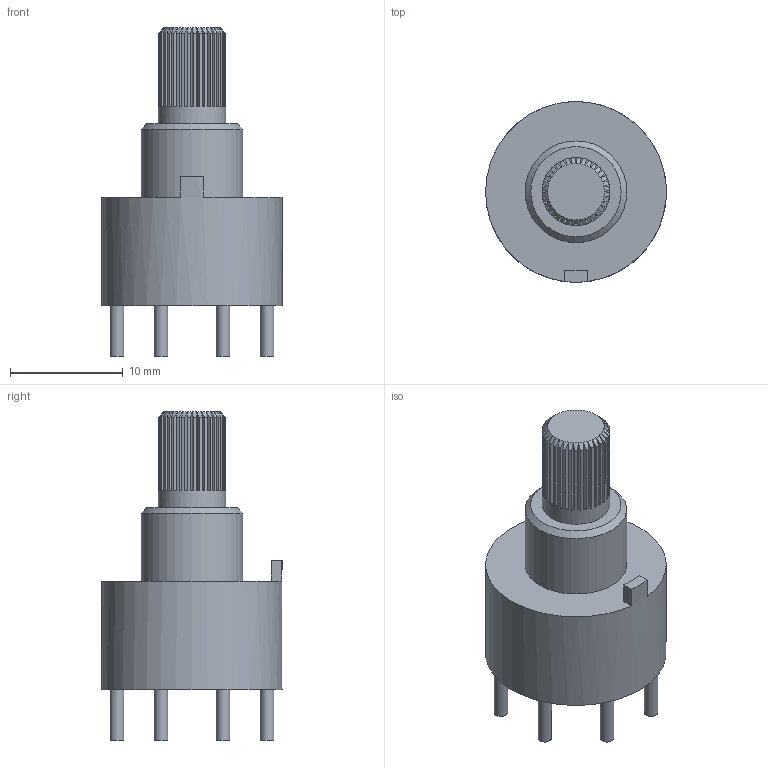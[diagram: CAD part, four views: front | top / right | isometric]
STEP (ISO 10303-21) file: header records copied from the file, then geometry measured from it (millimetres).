
FILE_DESCRIPTION(/* description */ (''),/* implementation_level */ '2;1');
FILE_NAME(/* name */ 'RS16.step',/* time_stamp */ '2026-01-07T19:24:48+01:00',/* author */ ('erikt'),/* organization */ (''),/* preprocessor_version */ 'ST-DEVELOPER v19.2',/* originating_system */ 'Autodesk Inventor 2024',/* authorisation */ '');
FILE_SCHEMA (('AUTOMOTIVE_DESIGN { 1 0 10303 214 3 1 1 }'));
Length unit declared in the file: millimetre
Products named in the file (1): Bauteil1
Bounding box: 16 x 16 x 29.1 mm (x, y, z)
Volume: 2606.6 mm3; surface area: 1547.3 mm2
Topology: 1 solids, 1 shells, 172 faces, 408 edges, 248 vertices
Faces by surface type: plane 124, cone 37, cylinder 11
Full cylindrical faces by diameter (mm): 1.2 x8, 6 x1, 9 x1, 16 x1
Entity records: 4861 total; most frequent: CARTESIAN_POINT 973, ORIENTED_EDGE 816, DIRECTION 816, EDGE_CURVE 408, AXIS2_PLACEMENT_3D 307, VERTEX_POINT 248, LINE 202, VECTOR 202
